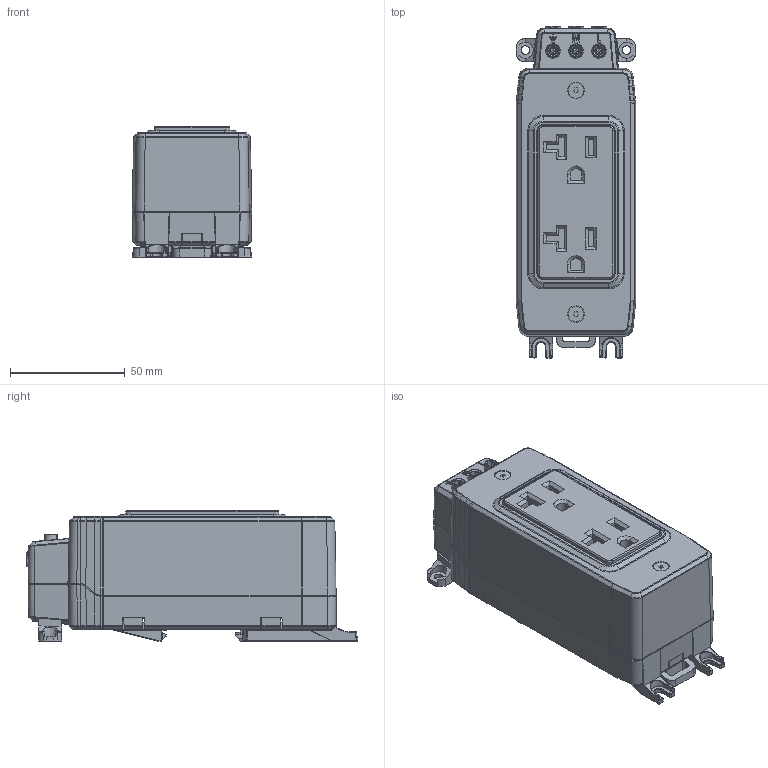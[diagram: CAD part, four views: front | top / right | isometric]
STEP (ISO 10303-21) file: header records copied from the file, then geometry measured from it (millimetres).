
FILE_DESCRIPTION (( 'STEP AP214' ), '1' );
FILE_NAME ('FA-REC2.STEP', '2016-09-26T14:51:34', ( '' ), ( '' ), 'SwSTEP 2.0', 'SolidWorks 2016', '' );
FILE_SCHEMA (( 'AUTOMOTIVE_DESIGN' ));
Length unit declared in the file: millimetre
Products named in the file (1): FA-REC2
Bounding box: 52 x 144.46 x 56.73 mm (x, y, z)
Volume: 136301.6 mm3; surface area: 91139.3 mm2
Topology: 14 solids, 14 shells, 2850 faces, 7384 edges, 4549 vertices
Faces by surface type: plane 1350, cylinder 867, bspline 517, cone 72, torus 36, sphere 8
Entity records: 143548 total; most frequent: CARTESIAN_POINT 47277, ORIENTED_EDGE 14676, DIRECTION 11705, EDGE_CURVE 7338, VERTEX_POINT 4549, VECTOR 4529, LINE 4529, AXIS2_PLACEMENT_3D 3588
